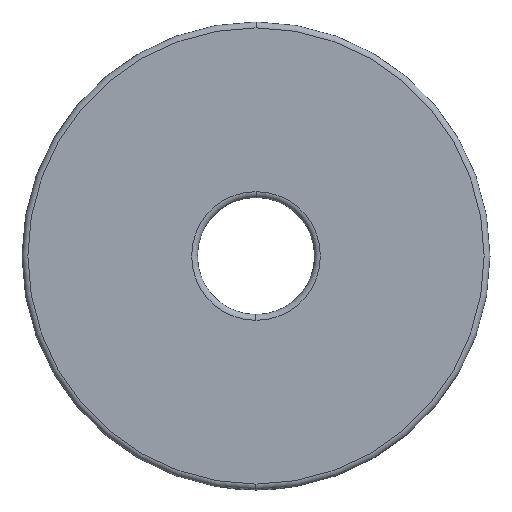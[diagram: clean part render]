
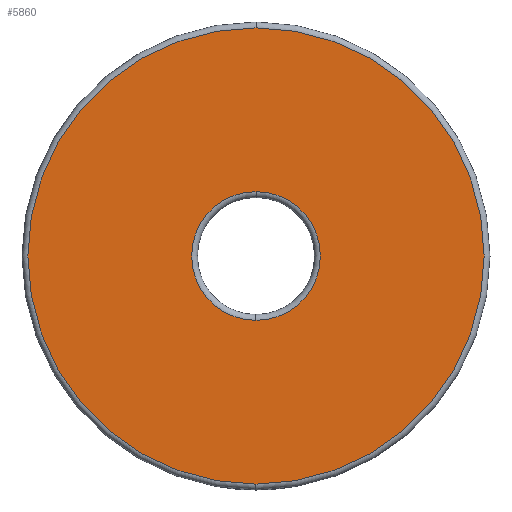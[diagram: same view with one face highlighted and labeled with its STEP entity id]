
A CAD part, left-side view. The second image highlights one B-rep face of the part: STEP entity #5860.
In plain terms, the highlighted planar face has unit normal (-1, 0, 0).
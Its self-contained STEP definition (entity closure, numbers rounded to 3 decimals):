
#55 = FACE_OUTER_BOUND ( 'NONE', #4689, .T. ) ;
#868 = AXIS2_PLACEMENT_3D ( 'NONE', #7092, #9801, #4988 ) ;
#1177 = CARTESIAN_POINT ( 'NONE',  ( -0.82, 0., 0. ) ) ;
#1510 = VERTEX_POINT ( 'NONE', #10263 ) ;
#1513 = ORIENTED_EDGE ( 'NONE', *, *, #2929, .F. ) ;
#1666 = AXIS2_PLACEMENT_3D ( 'NONE', #1177, #8357, #5275 ) ;
#1805 = DIRECTION ( 'NONE',  ( 0., 0., 1. ) ) ;
#2474 = CARTESIAN_POINT ( 'NONE',  ( -0.82, 0., 19.5 ) ) ;
#2929 = EDGE_CURVE ( 'NONE', #8704, #9622, #9391, .T. ) ;
#3101 = CARTESIAN_POINT ( 'NONE',  ( -0.82, 0., -5.5 ) ) ;
#3297 = DIRECTION ( 'NONE',  ( -1., 0., 0. ) ) ;
#3411 = DIRECTION ( 'NONE',  ( -1., 0., 0. ) ) ;
#3478 = EDGE_CURVE ( 'NONE', #7557, #1510, #10016, .T. ) ;
#3878 = CARTESIAN_POINT ( 'NONE',  ( -0.82, 0., 0. ) ) ;
#4065 = AXIS2_PLACEMENT_3D ( 'NONE', #8939, #3411, #1805 ) ;
#4460 = ORIENTED_EDGE ( 'NONE', *, *, #8024, .T. ) ;
#4689 = EDGE_LOOP ( 'NONE', ( #8063, #4460 ) ) ;
#4690 = DIRECTION ( 'NONE',  ( 0., 0., 1. ) ) ;
#4788 = EDGE_CURVE ( 'NONE', #9622, #8704, #10127, .T. ) ;
#4988 = DIRECTION ( 'NONE',  ( 0., 0., -1. ) ) ;
#5275 = DIRECTION ( 'NONE',  ( 0., 0., 1. ) ) ;
#5344 = AXIS2_PLACEMENT_3D ( 'NONE', #3878, #9503, #4690 ) ;
#5849 = EDGE_LOOP ( 'NONE', ( #1513, #8664 ) ) ;
#5860 = ADVANCED_FACE ( 'NONE', ( #8115, #55 ), #8991, .F. ) ;
#6931 = CARTESIAN_POINT ( 'NONE',  ( -0.82, 0., 5.5 ) ) ;
#7092 = CARTESIAN_POINT ( 'NONE',  ( -0.82, 19.5, 0. ) ) ;
#7557 = VERTEX_POINT ( 'NONE', #2474 ) ;
#7589 = CIRCLE ( 'NONE', #5344, 19.5 ) ;
#8024 = EDGE_CURVE ( 'NONE', #1510, #7557, #7589, .T. ) ;
#8063 = ORIENTED_EDGE ( 'NONE', *, *, #3478, .T. ) ;
#8115 = FACE_BOUND ( 'NONE', #5849, .T. ) ;
#8133 = CARTESIAN_POINT ( 'NONE',  ( -0.82, 0., 0. ) ) ;
#8357 = DIRECTION ( 'NONE',  ( -1., 0., 0. ) ) ;
#8664 = ORIENTED_EDGE ( 'NONE', *, *, #4788, .F. ) ;
#8704 = VERTEX_POINT ( 'NONE', #6931 ) ;
#8936 = DIRECTION ( 'NONE',  ( 0., 0., 1. ) ) ;
#8939 = CARTESIAN_POINT ( 'NONE',  ( -0.82, 0., 0. ) ) ;
#8991 = PLANE ( 'NONE',  #868 ) ;
#9309 = AXIS2_PLACEMENT_3D ( 'NONE', #8133, #3297, #8936 ) ;
#9391 = CIRCLE ( 'NONE', #1666, 5.5 ) ;
#9503 = DIRECTION ( 'NONE',  ( -1., 0., 0. ) ) ;
#9622 = VERTEX_POINT ( 'NONE', #3101 ) ;
#9801 = DIRECTION ( 'NONE',  ( 1., 0., 0. ) ) ;
#10016 = CIRCLE ( 'NONE', #4065, 19.5 ) ;
#10127 = CIRCLE ( 'NONE', #9309, 5.5 ) ;
#10263 = CARTESIAN_POINT ( 'NONE',  ( -0.82, 0., -19.5 ) ) ;
